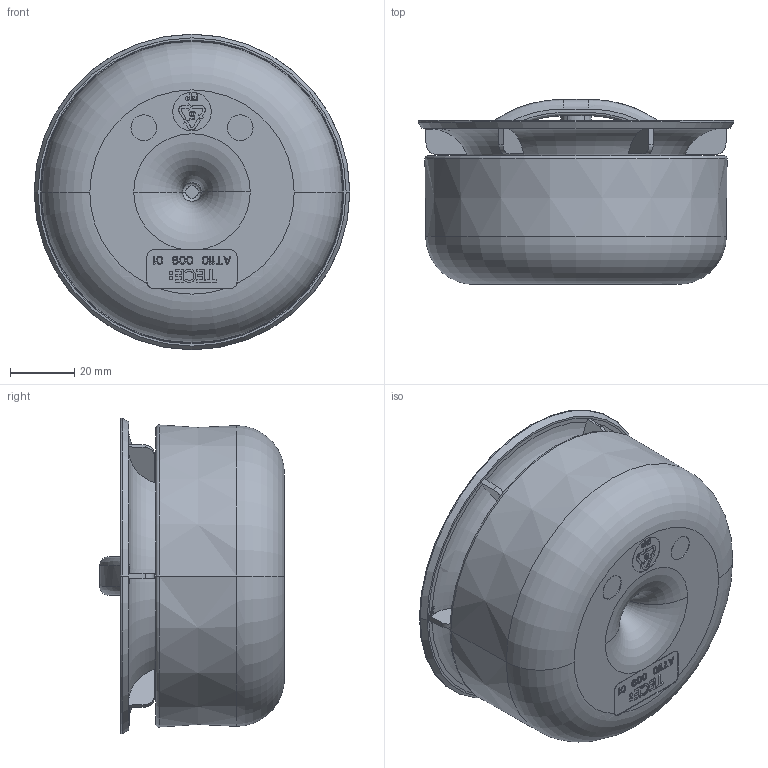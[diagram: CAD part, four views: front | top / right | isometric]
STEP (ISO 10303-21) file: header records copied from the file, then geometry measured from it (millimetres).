
FILE_DESCRIPTION((''),'2;1');
FILE_NAME('3695000_ASM','2012-02-22T',('pteriete'),('NET'),'PRO/ENGINEER BY PARAMETRIC TECHNOLOGY CORPORATION, 2010040','PRO/ENGINEER BY PARAMETRIC TECHNOLOGY CORPORATION, 2010040','');
FILE_SCHEMA(('AUTOMOTIVE_DESIGN_CC2 { 1 2 10303 214 -1 1 5 2 }'));
Length unit declared in the file: millimetre
Products named in the file (6): AT110_008_01; AT110_010_00; AT118_008_01_ASM; AT110_009_01; AT119_007_01_ASM; 3695000_ASM
Assembly tree (5 placements, depth 4):
  3695000_ASM
    AT119_007_01_ASM
      AT118_008_01_ASM
        AT110_008_01
        AT110_010_00
      AT110_009_01
Bounding box: 98.2 x 57.5 x 98.2 mm (x, y, z)
Volume: 63458.4 mm3; surface area: 63561 mm2
Topology: 3 solids, 3 shells, 1206 faces, 3208 edges, 2048 vertices
Faces by surface type: plane 767, bspline 166, extrusion 89, torus 58, cylinder 48, cone 42, sphere 36
Entity records: 57118 total; most frequent: CARTESIAN_POINT 19227, ORIENTED_EDGE 6416, DIRECTION 4886, PRESENTATION_STYLE_ASSIGNMENT 3211, STYLED_ITEM 3211, CURVE_STYLE 3208, EDGE_CURVE 3208, VECTOR 2070
